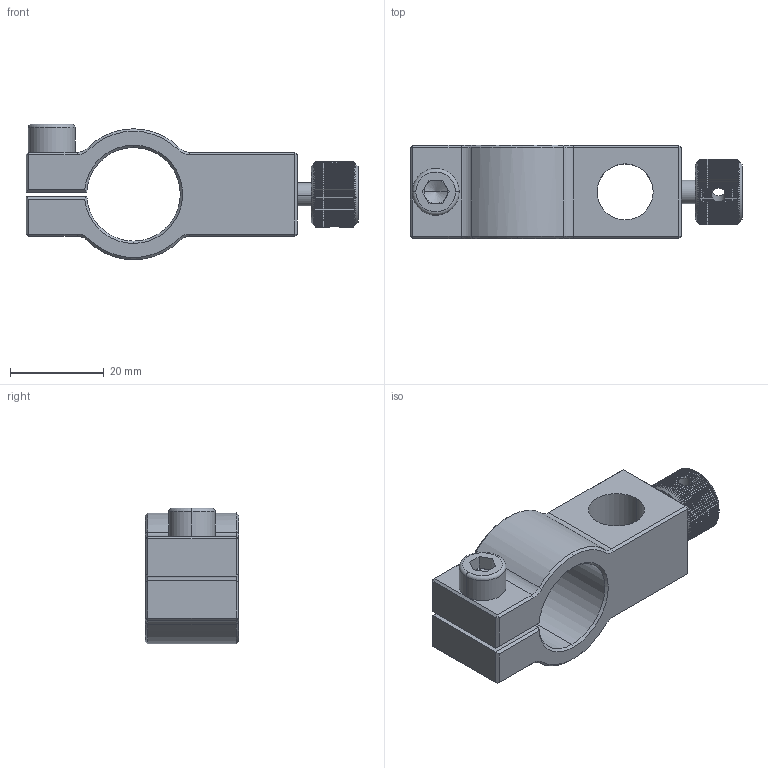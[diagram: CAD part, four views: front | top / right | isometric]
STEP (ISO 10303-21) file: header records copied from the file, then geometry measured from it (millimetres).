
FILE_DESCRIPTION (( 'STEP AP203' ), '1' );
FILE_NAME ('PHCP20-12.STEP', '2022-07-20T01:46:48', ( '' ), ( '' ), 'SwSTEP 2.0', 'SolidWorks 2021', '' );
FILE_SCHEMA (( 'CONFIG_CONTROL_DESIGN' ));
Length unit declared in the file: millimetre
Products named in the file (1): PHCP20-12
Bounding box: 71 x 20 x 29 mm (x, y, z)
Surface area: 8723.8 mm2 (no closed solid volume)
Topology: 0 solids, 4 shells, 451 faces, 1493 edges, 1038 vertices
Faces by surface type: plane 300, cylinder 123, cone 26, torus 2
Entity records: 16688 total; most frequent: CARTESIAN_POINT 4361, ORIENTED_EDGE 2714, DIRECTION 2218, EDGE_CURVE 1491, VERTEX_POINT 1038, LINE 784, VECTOR 784, AXIS2_PLACEMENT_3D 717
